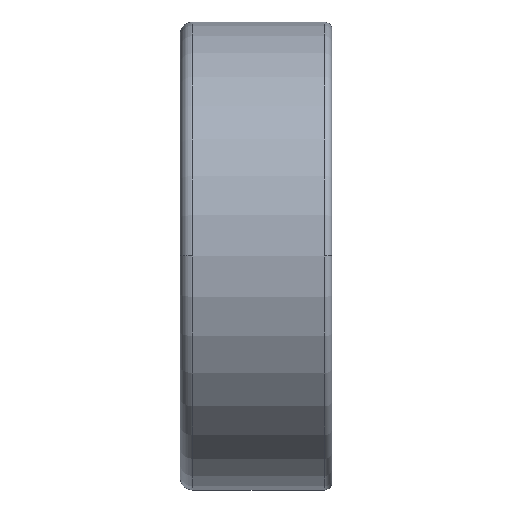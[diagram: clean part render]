
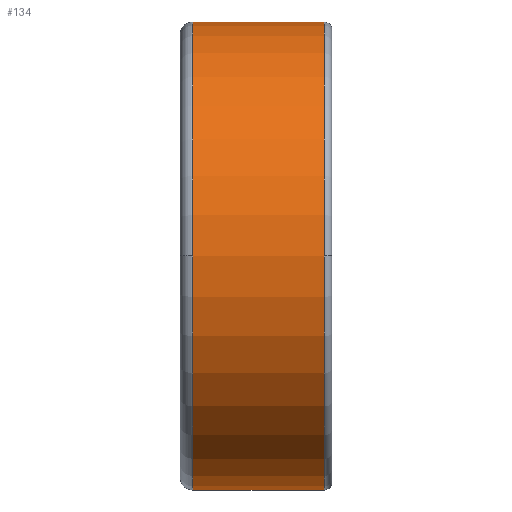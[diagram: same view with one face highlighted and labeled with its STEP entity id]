
A CAD part, front view. The second image highlights one B-rep face of the part: STEP entity #134.
In plain terms, the highlighted cylindrical face has radius 18.5 mm (diameter 37 mm), a partial arc.
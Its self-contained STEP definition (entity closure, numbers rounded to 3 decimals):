
#134=ADVANCED_FACE('',(#289),#290,.T.);
#289=FACE_OUTER_BOUND('',#480,.T.);
#290=CYLINDRICAL_SURFACE('',#481,18.5);
#480=EDGE_LOOP('',(#759,#760,#761,#762,#763,#764));
#481=AXIS2_PLACEMENT_3D('',#765,#766,#767);
#759=ORIENTED_EDGE('',*,*,#1031,.F.);
#760=ORIENTED_EDGE('',*,*,#1032,.T.);
#761=ORIENTED_EDGE('',*,*,#1033,.T.);
#762=ORIENTED_EDGE('',*,*,#1034,.F.);
#763=ORIENTED_EDGE('',*,*,#1035,.F.);
#764=ORIENTED_EDGE('',*,*,#1027,.F.);
#765=CARTESIAN_POINT('',(6.2,0.0,0.0));
#766=DIRECTION('',(-1.0,0.0,0.0));
#767=DIRECTION('',(0.0,0.,1.0));
#1027=EDGE_CURVE('',#1212,#1214,#1215,.T.);
#1031=EDGE_CURVE('',#1220,#1212,#1221,.T.);
#1032=EDGE_CURVE('',#1220,#1222,#1223,.T.);
#1033=EDGE_CURVE('',#1222,#1224,#1225,.T.);
#1034=EDGE_CURVE('',#1226,#1224,#1227,.T.);
#1035=EDGE_CURVE('',#1214,#1226,#1228,.T.);
#1212=VERTEX_POINT('',#1434);
#1214=VERTEX_POINT('',#1436);
#1215=CIRCLE('',#1437,18.5);
#1220=VERTEX_POINT('',#1442);
#1221=LINE('',#1443,#1444);
#1222=VERTEX_POINT('',#1445);
#1223=CIRCLE('',#1446,18.5);
#1224=VERTEX_POINT('',#1447);
#1225=CIRCLE('',#1448,18.5);
#1226=VERTEX_POINT('',#1449);
#1227=LINE('',#1450,#1451);
#1228=CIRCLE('',#1452,18.5);
#1434=CARTESIAN_POINT('',(11.4,0.,18.5));
#1436=CARTESIAN_POINT('',(11.4,-18.5,0.));
#1437=AXIS2_PLACEMENT_3D('',#1687,#1688,#1689);
#1442=CARTESIAN_POINT('',(1.0,0.,18.5));
#1443=CARTESIAN_POINT('',(6.2,0.,18.5));
#1444=VECTOR('',#1696,1.0);
#1445=CARTESIAN_POINT('',(1.0,-18.5,0.));
#1446=AXIS2_PLACEMENT_3D('',#1697,#1698,#1699);
#1447=CARTESIAN_POINT('',(1.0,0.,-18.5));
#1448=AXIS2_PLACEMENT_3D('',#1700,#1701,#1702);
#1449=CARTESIAN_POINT('',(11.4,0.,-18.5));
#1450=CARTESIAN_POINT('',(6.2,0.,-18.5));
#1451=VECTOR('',#1703,1.0);
#1452=AXIS2_PLACEMENT_3D('',#1704,#1705,#1706);
#1687=CARTESIAN_POINT('',(11.4,0.0,0.0));
#1688=DIRECTION('',(1.0,0.0,-0.0));
#1689=DIRECTION('',(0.0,0.,1.0));
#1696=DIRECTION('',(1.0,0.0,0.0));
#1697=CARTESIAN_POINT('',(1.0,0.0,0.0));
#1698=DIRECTION('',(1.0,0.0,-0.0));
#1699=DIRECTION('',(0.0,0.,1.0));
#1700=CARTESIAN_POINT('',(1.0,0.0,0.0));
#1701=DIRECTION('',(1.0,0.0,-0.0));
#1702=DIRECTION('',(0.0,0.,1.0));
#1703=DIRECTION('',(-1.0,-0.0,-0.0));
#1704=CARTESIAN_POINT('',(11.4,0.0,0.0));
#1705=DIRECTION('',(1.0,0.0,-0.0));
#1706=DIRECTION('',(0.0,0.,1.0));
